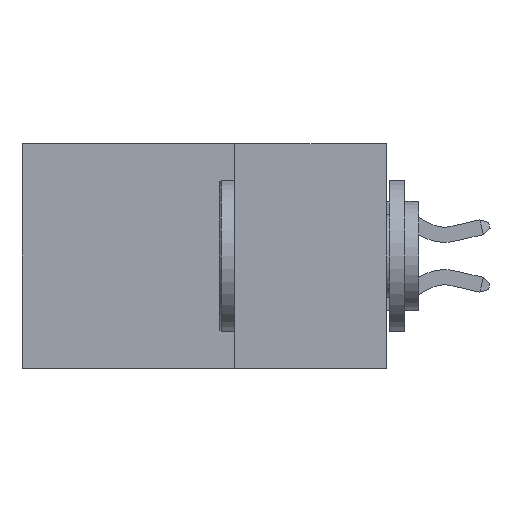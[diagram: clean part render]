
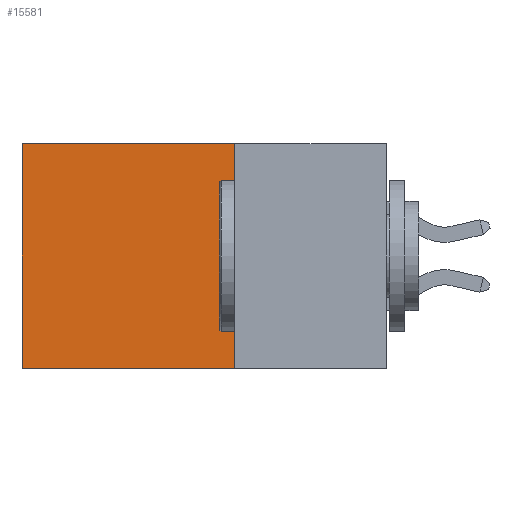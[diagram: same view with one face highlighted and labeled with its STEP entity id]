
A CAD part, left-side view. The second image highlights one B-rep face of the part: STEP entity #15581.
In plain terms, the highlighted planar face has unit normal (-1, 0, 0).
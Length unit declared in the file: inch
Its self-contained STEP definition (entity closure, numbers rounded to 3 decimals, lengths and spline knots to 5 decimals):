
#294 = DIRECTION ( 'NONE',  ( 0., 0., -1. ) ) ;
#305 = VECTOR ( 'NONE', #294, 39.37008 ) ;
#1054 = EDGE_LOOP ( 'NONE', ( #13726, #17629, #24967, #8197 ) ) ;
#1628 = CARTESIAN_POINT ( 'NONE',  ( 0.298, 0.25, 0. ) ) ;
#1755 = CARTESIAN_POINT ( 'NONE',  ( 0.298, 0.25, 0. ) ) ;
#5511 = LINE ( 'NONE', #1755, #15476 ) ;
#6529 = CARTESIAN_POINT ( 'NONE',  ( 0.298, 0.6, 0. ) ) ;
#6841 = CARTESIAN_POINT ( 'NONE',  ( 0.298, 0.25, 0. ) ) ;
#7014 = CARTESIAN_POINT ( 'NONE',  ( 0.298, 0.25, -0.37 ) ) ;
#7738 = VERTEX_POINT ( 'NONE', #9312 ) ;
#8197 = ORIENTED_EDGE ( 'NONE', *, *, #18808, .T. ) ;
#8823 = DIRECTION ( 'NONE',  ( 1., 0., 0. ) ) ;
#9069 = CARTESIAN_POINT ( 'NONE',  ( 0.298, 0.25, 0. ) ) ;
#9312 = CARTESIAN_POINT ( 'NONE',  ( 0.298, 0.6, -0.37 ) ) ;
#9462 = CARTESIAN_POINT ( 'NONE',  ( 0.298, 0.25, -0.37 ) ) ;
#10773 = VERTEX_POINT ( 'NONE', #7014 ) ;
#11086 = DIRECTION ( 'NONE',  ( 0., 1., 0. ) ) ;
#11118 = LINE ( 'NONE', #6529, #305 ) ;
#11660 = LINE ( 'NONE', #9462, #16303 ) ;
#11848 = CARTESIAN_POINT ( 'NONE',  ( 0.298, 0.6, 0. ) ) ;
#13726 = ORIENTED_EDGE ( 'NONE', *, *, #20880, .T. ) ;
#13968 = VERTEX_POINT ( 'NONE', #1628 ) ;
#15476 = VECTOR ( 'NONE', #23616, 39.37008 ) ;
#15581 = ADVANCED_FACE ( 'NONE', ( #24413 ), #18757, .F. ) ;
#16303 = VECTOR ( 'NONE', #17460, 39.37008 ) ;
#17460 = DIRECTION ( 'NONE',  ( 0., 1., 0. ) ) ;
#17629 = ORIENTED_EDGE ( 'NONE', *, *, #25449, .F. ) ;
#18757 = PLANE ( 'NONE',  #23445 ) ;
#18808 = EDGE_CURVE ( 'NONE', #13968, #23921, #24369, .T. ) ;
#19910 = VECTOR ( 'NONE', #11086, 39.37008 ) ;
#20880 = EDGE_CURVE ( 'NONE', #23921, #7738, #11118, .T. ) ;
#21308 = EDGE_CURVE ( 'NONE', #13968, #10773, #5511, .T. ) ;
#22600 = DIRECTION ( 'NONE',  ( 0., 0., -1. ) ) ;
#23445 = AXIS2_PLACEMENT_3D ( 'NONE', #6841, #8823, #22600 ) ;
#23616 = DIRECTION ( 'NONE',  ( 0., 0., -1. ) ) ;
#23921 = VERTEX_POINT ( 'NONE', #11848 ) ;
#24369 = LINE ( 'NONE', #9069, #19910 ) ;
#24413 = FACE_OUTER_BOUND ( 'NONE', #1054, .T. ) ;
#24967 = ORIENTED_EDGE ( 'NONE', *, *, #21308, .F. ) ;
#25449 = EDGE_CURVE ( 'NONE', #10773, #7738, #11660, .T. ) ;
